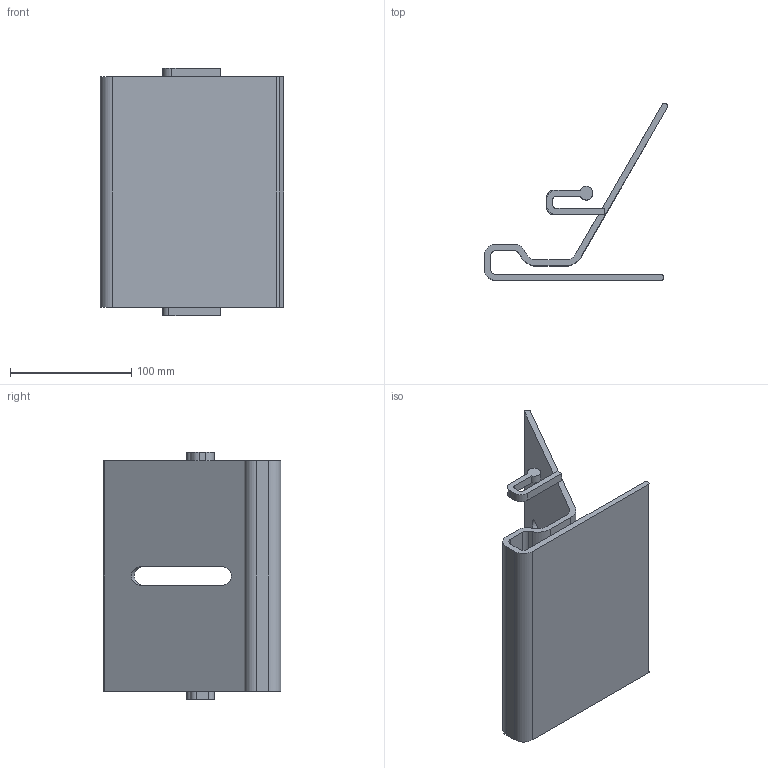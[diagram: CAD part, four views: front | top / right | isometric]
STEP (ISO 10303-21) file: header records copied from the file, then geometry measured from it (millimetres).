
FILE_DESCRIPTION (( 'STEP AP214' ), '1' );
FILE_NAME ('喃萇釱_褪撮.STEP', '2022-01-18T10:34:56', ( '' ), ( '' ), 'SwSTEP 2.0', 'SolidWorks 2016', '' );
FILE_SCHEMA (( 'AUTOMOTIVE_DESIGN' ));
Length unit declared in the file: millimetre
Products named in the file (1): 喃萇釱_褪撮
Bounding box: 151.1 x 146.18 x 204 mm (x, y, z)
Volume: 370430 mm3; surface area: 156514.8 mm2
Topology: 1 solids, 1 shells, 63 faces, 179 edges, 118 vertices
Faces by surface type: plane 36, cylinder 27
Entity records: 2786 total; most frequent: DIRECTION 361, CARTESIAN_POINT 361, ORIENTED_EDGE 358, EDGE_CURVE 179, LINE 125, VECTOR 125, VERTEX_POINT 118, AXIS2_PLACEMENT_3D 118
